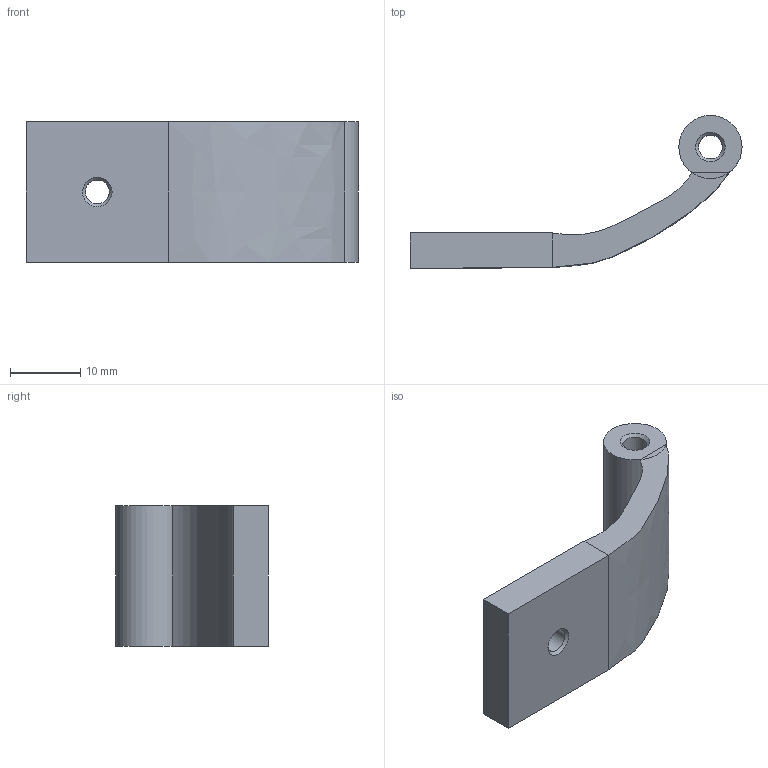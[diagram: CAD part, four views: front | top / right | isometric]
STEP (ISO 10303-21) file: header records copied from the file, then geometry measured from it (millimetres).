
FILE_DESCRIPTION(/* description */ ('STEP AP242','CAx-IF Rec.Pracs.---Representation and Presentation of Product Manufacturing Information (PMI)---4.0---2014-10-13','CAx-IF Rec.Pracs.---3D Tessellated Geometry---0.4---2014-09-14','2;1'),/* implementation_level */ '2;1');
FILE_NAME(/* name */ '6589fd3fcff6816266ba4d37',/* time_stamp */ '2023-12-25T22:07:59Z',/* author */ (''),/* organization */ (''),/* preprocessor_version */ 'ST-DEVELOPER v19.4',/* originating_system */ ' ',/* authorisation */ ' ');
FILE_SCHEMA (('AP242_MANAGED_MODEL_BASED_3D_ENGINEERING_MIM_LF { 1 0 10303 442 1 1 4 }'));
Length unit declared in the file: metre
Products named in the file (3): Part 3; Part 1; Part 2
Bounding box: 47.34 x 21.8 x 20 mm (x, y, z)
Volume: 5126 mm3; surface area: 3596 mm2
Topology: 3 solids, 3 shells, 24 faces, 48 edges, 31 vertices
Faces by surface type: plane 13, cylinder 4, cone 4, bspline 3
Full cylindrical faces by diameter (mm): 3.4 x2, 6 x1, 9 x1
Entity records: 746 total; most frequent: CARTESIAN_POINT 222, DIRECTION 90, ORIENTED_EDGE 74, EDGE_LOOP 38, FACE_BOUND 38, EDGE_CURVE 37, AXIS2_PLACEMENT_3D 35, VERTEX_POINT 29
